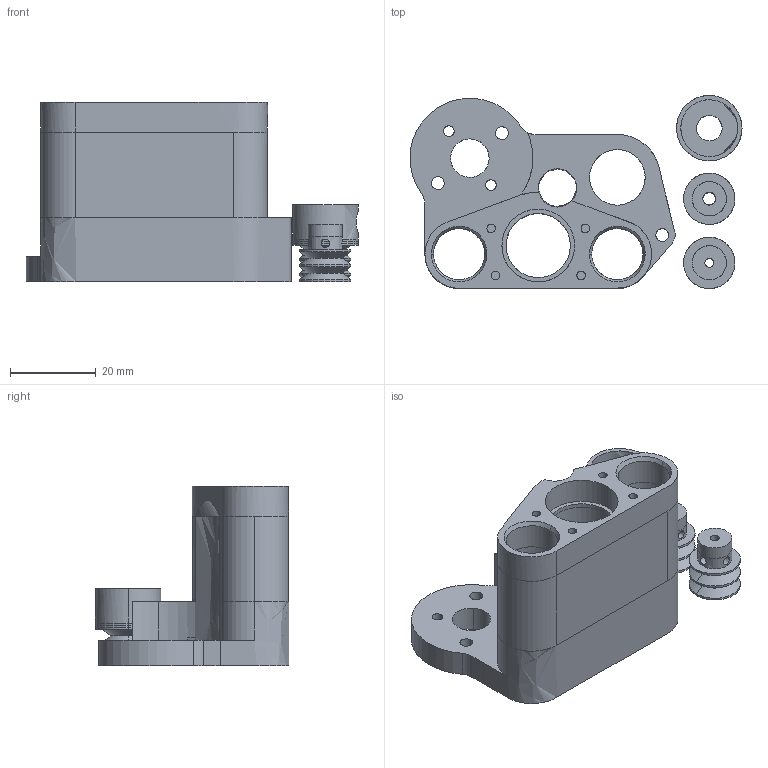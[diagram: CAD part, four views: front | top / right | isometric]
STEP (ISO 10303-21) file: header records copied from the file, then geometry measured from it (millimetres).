
FILE_DESCRIPTION(('CAx-IF Rec.Pracs.---Model Styling and Organization---1.5---2016-08-15','CAx-IF Rec.Pracs.---Geometric and Assembly Validation Properties---4.4---2016-08-17', 'CAx-IF Rec.Pracs.---User Defined Attributes---1.5---2016-08-15', 'CAx-IF Rec.Pracs.---External References---2.1---2005-01-19'),'2;1' );
FILE_NAME('head_2p3.stp','2019-04-23T18:15:42',('Unspecified'),( 'Unspecified'),'CAD Exchanger 3.5.3 (cadexchanger.com)', 'Unspecified','');
FILE_SCHEMA(('AUTOMOTIVE_DESIGN { 1 0 10303 214 1 1 1 1 }'));
Length unit declared in the file: millimetre
Products named in the file (1): Document
Bounding box: 77.65 x 45.15 x 42 mm (x, y, z)
Volume: 30670.9 mm3; surface area: 19250.8 mm2
Topology: 4 solids, 4 shells, 231 faces, 590 edges, 367 vertices
Faces by surface type: bspline 231
Entity records: 24140 total; most frequent: CARTESIAN_POINT 16799, B_SPLINE_CURVE_WITH_KNOTS 1373, ORIENTED_EDGE 1180, PCURVE 1180, DEFINITIONAL_REPRESENTATION 1180, EDGE_CURVE 590, SURFACE_CURVE 590, VERTEX_POINT 367
